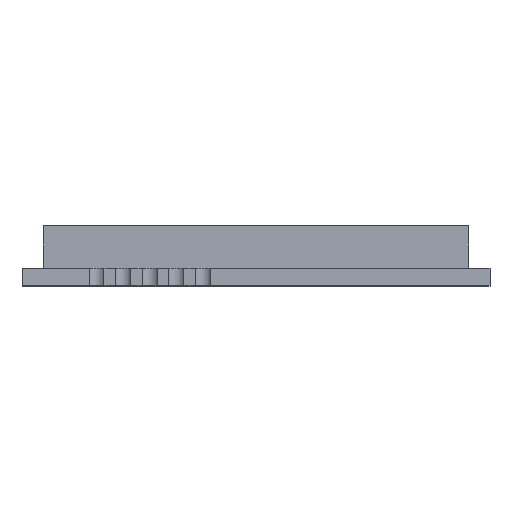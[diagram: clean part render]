
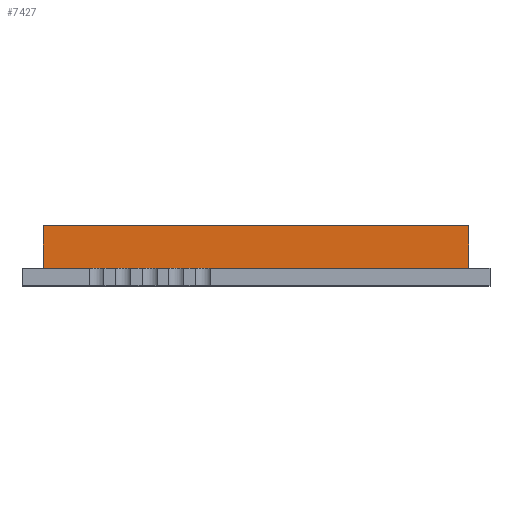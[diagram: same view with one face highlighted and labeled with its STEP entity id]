
A CAD part, top view. The second image highlights one B-rep face of the part: STEP entity #7427.
In plain terms, the highlighted planar face has unit normal (0, 0, 1).
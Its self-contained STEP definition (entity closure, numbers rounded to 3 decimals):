
#654=FACE_OUTER_BOUND('',#1076,.T.);
#1076=EDGE_LOOP('',(#6606,#6607,#6608,#6609));
#1996=LINE('',#12009,#2922);
#1997=LINE('',#12011,#2923);
#1998=LINE('',#12013,#2924);
#1999=LINE('',#12014,#2925);
#2922=VECTOR('',#9907,10.);
#2923=VECTOR('',#9908,10.);
#2924=VECTOR('',#9909,10.);
#2925=VECTOR('',#9910,10.);
#3598=VERTEX_POINT('',#12007);
#3599=VERTEX_POINT('',#12008);
#3600=VERTEX_POINT('',#12010);
#3601=VERTEX_POINT('',#12012);
#4602=EDGE_CURVE('',#3598,#3599,#1996,.T.);
#4603=EDGE_CURVE('',#3599,#3600,#1997,.T.);
#4604=EDGE_CURVE('',#3601,#3600,#1998,.T.);
#4605=EDGE_CURVE('',#3598,#3601,#1999,.T.);
#6606=ORIENTED_EDGE('',*,*,#4602,.T.);
#6607=ORIENTED_EDGE('',*,*,#4603,.T.);
#6608=ORIENTED_EDGE('',*,*,#4604,.F.);
#6609=ORIENTED_EDGE('',*,*,#4605,.F.);
#7005=PLANE('',#7987);
#7427=ADVANCED_FACE('',(#654),#7005,.T.);
#7987=AXIS2_PLACEMENT_3D('',#12006,#9905,#9906);
#9905=DIRECTION('center_axis',(0.,0.,1.));
#9906=DIRECTION('ref_axis',(1.,0.,0.));
#9907=DIRECTION('',(1.,0.,0.));
#9908=DIRECTION('',(0.,1.,0.));
#9909=DIRECTION('',(1.,0.,0.));
#9910=DIRECTION('',(0.,1.,0.));
#12006=CARTESIAN_POINT('Origin',(1.,0.8,-1.));
#12007=CARTESIAN_POINT('',(1.,0.8,-1.));
#12008=CARTESIAN_POINT('',(21.,0.8,-1.));
#12009=CARTESIAN_POINT('',(1.,0.8,-1.));
#12010=CARTESIAN_POINT('',(21.,2.8,-1.));
#12011=CARTESIAN_POINT('',(21.,0.8,-1.));
#12012=CARTESIAN_POINT('',(1.,2.8,-1.));
#12013=CARTESIAN_POINT('',(1.,2.8,-1.));
#12014=CARTESIAN_POINT('',(1.,0.8,-1.));
